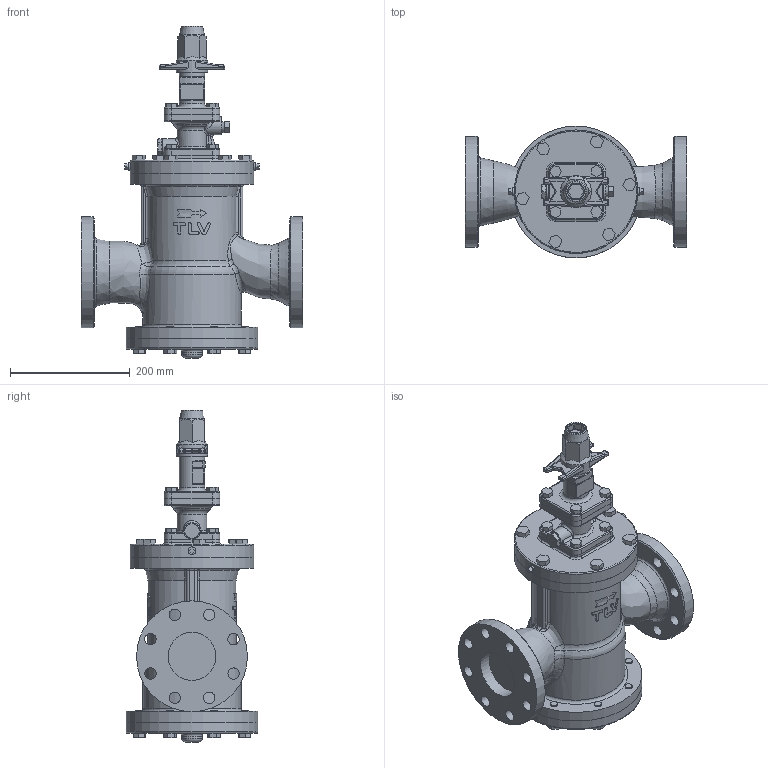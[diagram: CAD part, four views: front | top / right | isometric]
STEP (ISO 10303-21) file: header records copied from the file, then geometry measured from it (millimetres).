
FILE_DESCRIPTION(/* description */ (''),/* implementation_level */ '2;1');
FILE_NAME(/* name */ 'csr16-080-jis10-00.stp',/* time_stamp */ '2018-02-05T08:43:35+09:00',/* author */ ('nakaot'),/* organization */ (''),/* preprocessor_version */ 'ST-DEVELOPER v15.6',/* originating_system */ 'Autodesk Inventor 2015',/* authorisation */ '');
FILE_SCHEMA (('CONFIG_CONTROL_DESIGN'));
Length unit declared in the file: millimetre
Products named in the file (1): csr16-080-jis10-00
Bounding box: 370 x 220 x 554 mm (x, y, z)
Volume: 10224574.9 mm3; surface area: 660369.2 mm2
Topology: 4 solids, 4 shells, 742 faces, 1765 edges, 1084 vertices
Faces by surface type: plane 325, cylinder 189, bspline 111, torus 55, sphere 34, cone 28
Full cylindrical faces by diameter (mm): 12 x8, 19 x16, 20 x1, 27 x1, 30 x1, 34 x1, 42 x1, 49.118 x1, 52 x1, 55.067 x1, 80 x2, 85.335 x1, 121.878 x1, 164 x1, 185 x2, 206 x2, 220 x2
Entity records: 24961 total; most frequent: CARTESIAN_POINT 8711, ORIENTED_EDGE 3346, DIRECTION 3199, EDGE_CURVE 1671, AXIS2_PLACEMENT_3D 1172, VERTEX_POINT 1062, EDGE_LOOP 901, LINE 855
